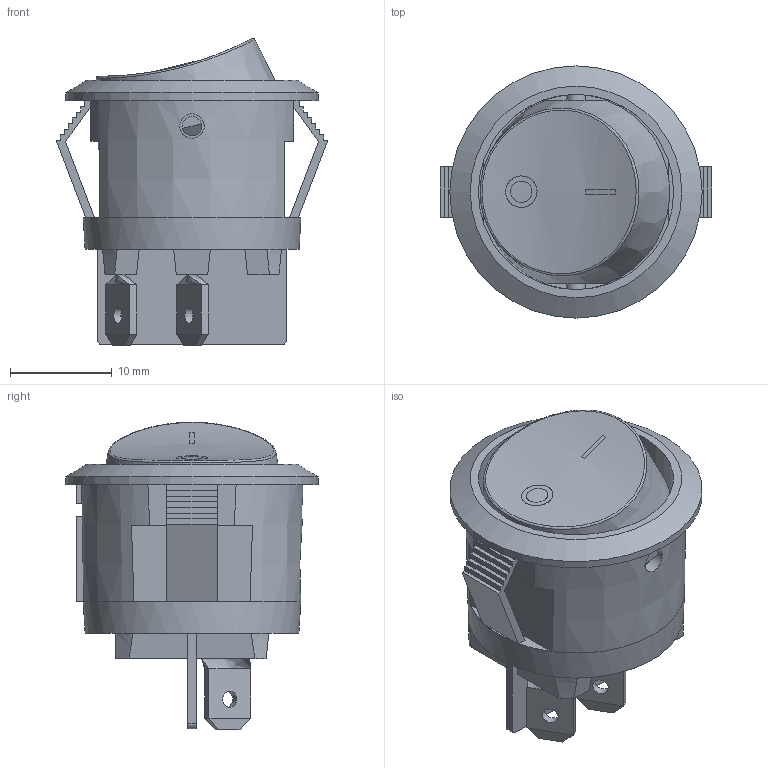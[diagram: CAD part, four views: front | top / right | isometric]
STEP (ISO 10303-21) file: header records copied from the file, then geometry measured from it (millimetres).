
FILE_DESCRIPTION(/* description */ (''),/* implementation_level */ '2;1');
FILE_NAME(/* name */ 'RRA11C1121.stp',/* time_stamp */ '2025-09-04T12:05:38-05:00',/* author */ ('mwilliams'),/* organization */ (''),/* preprocessor_version */ 'ST-DEVELOPER v18.1',/* originating_system */ 'Autodesk Inventor 2022',/* authorisation */ '');
FILE_SCHEMA (('AUTOMOTIVE_DESIGN { 1 0 10303 214 3 1 1 }'));
Length unit declared in the file: inch
Products named in the file (1): RRA12C1121
Bounding box: 26.7 x 24.8 x 30.23 mm (x, y, z)
Volume: 6333 mm3; surface area: 4422.3 mm2
Topology: 1 solids, 1 shells, 412 faces, 1138 edges, 753 vertices
Faces by surface type: plane 293, bspline 90, cylinder 24, cone 5
Full cylindrical faces by diameter (mm): 1.6 x2, 1.9 x2, 2.1 x1, 2.4 x2, 3.1 x1, 19.2 x1, 24.8 x1
Entity records: 14266 total; most frequent: CARTESIAN_POINT 3879, ORIENTED_EDGE 2276, DIRECTION 1663, EDGE_CURVE 1138, LINE 869, VECTOR 869, VERTEX_POINT 753, EDGE_LOOP 449
